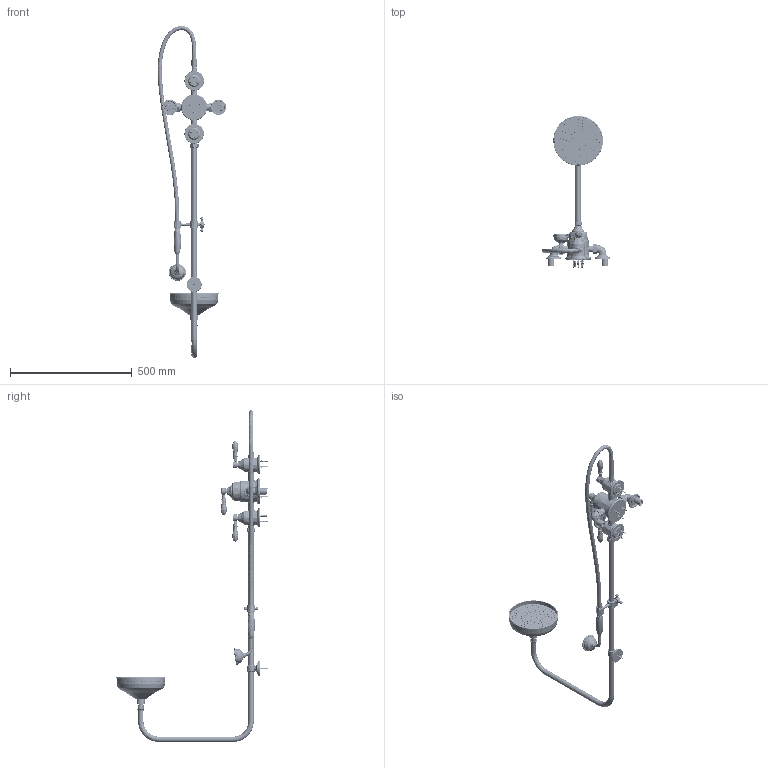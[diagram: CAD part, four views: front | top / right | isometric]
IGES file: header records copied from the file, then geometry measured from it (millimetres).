
Global section: file name: V2K1 GB GC; native system: Autodesk Inventor 2018; preprocessor: unknown; author: aduggalther; date: 20171222.083929; units: millimetre
Bounding box: 281.17 x 625.49 x 1366.21 mm (x, y, z)
Volume: 3236755.1 mm3; surface area: 964615.4 mm2
Topology: 173 solids, 184 shells, 7789 faces, 21959 edges, 14890 vertices
Faces by surface type: bspline 7789
